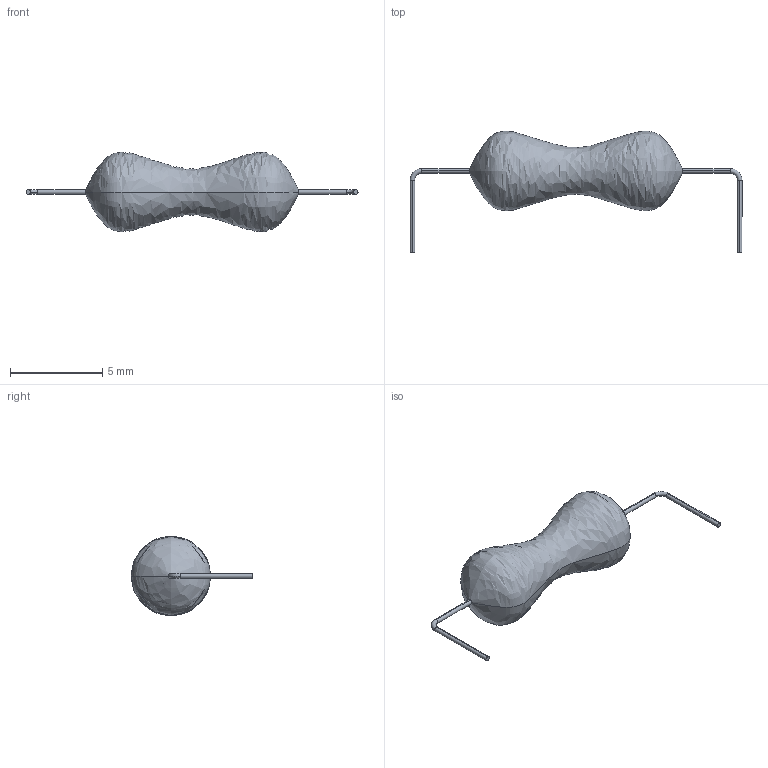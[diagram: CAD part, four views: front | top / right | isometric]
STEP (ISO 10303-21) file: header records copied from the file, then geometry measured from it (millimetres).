
FILE_DESCRIPTION (( 'STEP AP214' ), '1' );
FILE_NAME ('D08CF182-E349-4B76-A97E-95C5AE24F5C4.STEP', '2008-08-05T15:36:55', ( 'sysAdmin' ), ( 'SolidWorks' ), 'SwSTEP 2.0', 'SolidWorks 2008', '' );
FILE_SCHEMA (( 'AUTOMOTIVE_DESIGN' ));
Length unit declared in the file: inch
Products named in the file (1): D08CF182-E349-4B76-A97E-95C5AE24F5C4
Bounding box: 18.03 x 6.6 x 4.32 mm (x, y, z)
Volume: 104.8 mm3; surface area: 146 mm2
Topology: 1 solids, 1 shells, 16 faces, 42 edges, 28 vertices
Faces by surface type: cylinder 8, torus 4, bspline 2, plane 2
Entity records: 625 total; most frequent: CARTESIAN_POINT 153, DIRECTION 102, ORIENTED_EDGE 84, AXIS2_PLACEMENT_3D 47, EDGE_CURVE 42, CIRCLE 32, VERTEX_POINT 28, ADVANCED_FACE 16
